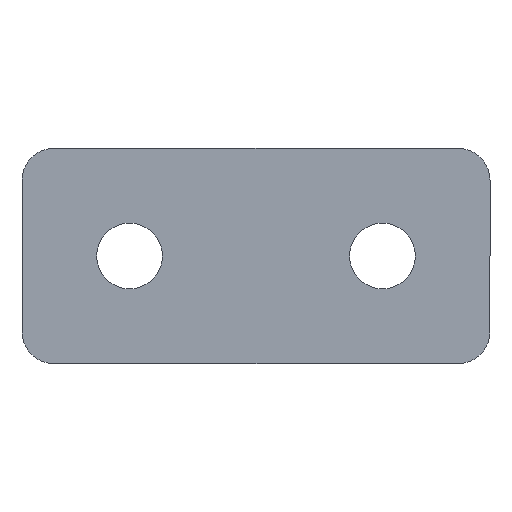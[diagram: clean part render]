
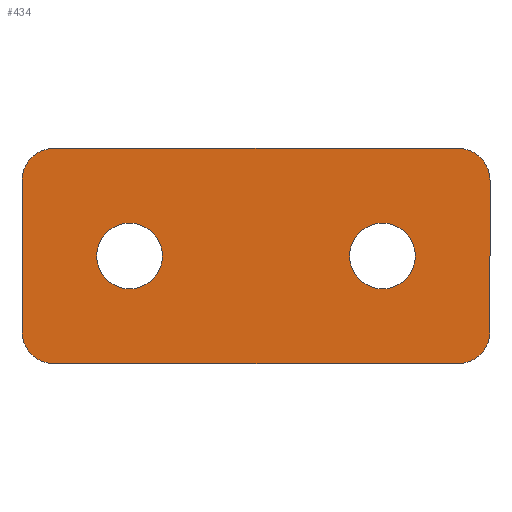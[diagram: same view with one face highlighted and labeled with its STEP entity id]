
A CAD part, front view. The second image highlights one B-rep face of the part: STEP entity #434.
In plain terms, the highlighted planar face has unit normal (0, -1, 0).
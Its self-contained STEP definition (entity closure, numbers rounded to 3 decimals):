
#1 = DIRECTION ( 'NONE',  ( 0., 1., 0. ) ) ;
#10 = CARTESIAN_POINT ( 'NONE',  ( 0., 0., 0. ) ) ;
#19 = CARTESIAN_POINT ( 'NONE',  ( 28.5, 0., 8.5 ) ) ;
#29 = VECTOR ( 'NONE', #44, 1000. ) ;
#31 = CARTESIAN_POINT ( 'NONE',  ( 26., 0., 6. ) ) ;
#36 = ORIENTED_EDGE ( 'NONE', *, *, #204, .T. ) ;
#44 = DIRECTION ( 'NONE',  ( -1., 0., 0. ) ) ;
#50 = ORIENTED_EDGE ( 'NONE', *, *, #263, .F. ) ;
#55 = VERTEX_POINT ( 'NONE', #98 ) ;
#58 = CARTESIAN_POINT ( 'NONE',  ( 26., 0., 8.5 ) ) ;
#63 = VECTOR ( 'NONE', #125, 1000. ) ;
#64 = CARTESIAN_POINT ( 'NONE',  ( -8.5, 0., -8.5 ) ) ;
#67 = DIRECTION ( 'NONE',  ( 0., 0., 1. ) ) ;
#72 = EDGE_CURVE ( 'NONE', #109, #335, #279, .T. ) ;
#75 = AXIS2_PLACEMENT_3D ( 'NONE', #340, #372, #193 ) ;
#78 = DIRECTION ( 'NONE',  ( 0., 0., -1. ) ) ;
#81 = EDGE_CURVE ( 'NONE', #113, #408, #351, .T. ) ;
#85 = CARTESIAN_POINT ( 'NONE',  ( 0., 0., 0. ) ) ;
#87 = AXIS2_PLACEMENT_3D ( 'NONE', #320, #214, #250 ) ;
#88 = ORIENTED_EDGE ( 'NONE', *, *, #363, .T. ) ;
#98 = CARTESIAN_POINT ( 'NONE',  ( -8.5, 0., -6. ) ) ;
#101 = CARTESIAN_POINT ( 'NONE',  ( 20., 0., 0. ) ) ;
#104 = LINE ( 'NONE', #64, #153 ) ;
#105 = CARTESIAN_POINT ( 'NONE',  ( -8.5, 0., 6. ) ) ;
#109 = VERTEX_POINT ( 'NONE', #248 ) ;
#111 = DIRECTION ( 'NONE',  ( 0., -1., 0. ) ) ;
#113 = VERTEX_POINT ( 'NONE', #149 ) ;
#119 = DIRECTION ( 'NONE',  ( 0., 1., 0. ) ) ;
#120 = LINE ( 'NONE', #186, #29 ) ;
#125 = DIRECTION ( 'NONE',  ( 0., 0., -1. ) ) ;
#126 = CIRCLE ( 'NONE', #231, 2.6 ) ;
#129 = EDGE_LOOP ( 'NONE', ( #199, #88, #357, #403, #196, #36, #50, #411 ) ) ;
#138 = DIRECTION ( 'NONE',  ( 0., 0., 1. ) ) ;
#145 = CIRCLE ( 'NONE', #212, 2.5 ) ;
#147 = CARTESIAN_POINT ( 'NONE',  ( 0., 0., 2.6 ) ) ;
#148 = EDGE_CURVE ( 'NONE', #442, #408, #145, .T. ) ;
#149 = CARTESIAN_POINT ( 'NONE',  ( 28.5, 0., 6. ) ) ;
#153 = VECTOR ( 'NONE', #138, 1000. ) ;
#171 = EDGE_CURVE ( 'NONE', #404, #195, #126, .T. ) ;
#176 = EDGE_CURVE ( 'NONE', #109, #223, #284, .T. ) ;
#183 = VERTEX_POINT ( 'NONE', #286 ) ;
#186 = CARTESIAN_POINT ( 'NONE',  ( 28.5, 0., -8.5 ) ) ;
#191 = AXIS2_PLACEMENT_3D ( 'NONE', #251, #111, #397 ) ;
#192 = VERTEX_POINT ( 'NONE', #436 ) ;
#193 = DIRECTION ( 'NONE',  ( 0., 0., -1. ) ) ;
#194 = EDGE_CURVE ( 'NONE', #55, #223, #104, .T. ) ;
#195 = VERTEX_POINT ( 'NONE', #472 ) ;
#196 = ORIENTED_EDGE ( 'NONE', *, *, #194, .F. ) ;
#197 = FACE_OUTER_BOUND ( 'NONE', #129, .T. ) ;
#199 = ORIENTED_EDGE ( 'NONE', *, *, #81, .F. ) ;
#204 = EDGE_CURVE ( 'NONE', #55, #183, #271, .T. ) ;
#212 = AXIS2_PLACEMENT_3D ( 'NONE', #283, #406, #292 ) ;
#214 = DIRECTION ( 'NONE',  ( 0., -1., 0. ) ) ;
#216 = AXIS2_PLACEMENT_3D ( 'NONE', #31, #405, #78 ) ;
#223 = VERTEX_POINT ( 'NONE', #105 ) ;
#224 = CARTESIAN_POINT ( 'NONE',  ( 20., 0., 0. ) ) ;
#231 = AXIS2_PLACEMENT_3D ( 'NONE', #101, #435, #67 ) ;
#240 = ORIENTED_EDGE ( 'NONE', *, *, #171, .T. ) ;
#245 = CIRCLE ( 'NONE', #296, 2.6 ) ;
#247 = CARTESIAN_POINT ( 'NONE',  ( 8.5, 0., 8.5 ) ) ;
#248 = CARTESIAN_POINT ( 'NONE',  ( -6., 0., 8.5 ) ) ;
#250 = DIRECTION ( 'NONE',  ( 0., 0., -1. ) ) ;
#251 = CARTESIAN_POINT ( 'NONE',  ( -6., 0., -6. ) ) ;
#258 = FACE_BOUND ( 'NONE', #362, .T. ) ;
#263 = EDGE_CURVE ( 'NONE', #442, #183, #120, .T. ) ;
#271 = CIRCLE ( 'NONE', #191, 2.5 ) ;
#274 = FACE_BOUND ( 'NONE', #304, .T. ) ;
#279 = LINE ( 'NONE', #247, #474 ) ;
#283 = CARTESIAN_POINT ( 'NONE',  ( 26., 0., -6. ) ) ;
#284 = CIRCLE ( 'NONE', #87, 2.5 ) ;
#286 = CARTESIAN_POINT ( 'NONE',  ( -6., 0., -8.5 ) ) ;
#291 = DIRECTION ( 'NONE',  ( 0., 0., 1. ) ) ;
#292 = DIRECTION ( 'NONE',  ( 0., 0., -1. ) ) ;
#293 = CIRCLE ( 'NONE', #479, 2.6 ) ;
#296 = AXIS2_PLACEMENT_3D ( 'NONE', #85, #119, #291 ) ;
#297 = ORIENTED_EDGE ( 'NONE', *, *, #334, .T. ) ;
#300 = DIRECTION ( 'NONE',  ( 0., 0., 1. ) ) ;
#303 = CARTESIAN_POINT ( 'NONE',  ( 26., 0., -8.5 ) ) ;
#304 = EDGE_LOOP ( 'NONE', ( #297, #326 ) ) ;
#313 = ORIENTED_EDGE ( 'NONE', *, *, #471, .T. ) ;
#320 = CARTESIAN_POINT ( 'NONE',  ( -6., 0., 6. ) ) ;
#325 = PLANE ( 'NONE',  #75 ) ;
#326 = ORIENTED_EDGE ( 'NONE', *, *, #353, .T. ) ;
#332 = CARTESIAN_POINT ( 'NONE',  ( 28.5, 0., -6. ) ) ;
#334 = EDGE_CURVE ( 'NONE', #465, #192, #445, .T. ) ;
#335 = VERTEX_POINT ( 'NONE', #58 ) ;
#340 = CARTESIAN_POINT ( 'NONE',  ( 0., 0., 0. ) ) ;
#351 = LINE ( 'NONE', #19, #63 ) ;
#353 = EDGE_CURVE ( 'NONE', #192, #465, #245, .T. ) ;
#356 = CIRCLE ( 'NONE', #216, 2.5 ) ;
#357 = ORIENTED_EDGE ( 'NONE', *, *, #72, .F. ) ;
#362 = EDGE_LOOP ( 'NONE', ( #240, #313 ) ) ;
#363 = EDGE_CURVE ( 'NONE', #113, #335, #356, .T. ) ;
#364 = DIRECTION ( 'NONE',  ( 0., 0., 1. ) ) ;
#372 = DIRECTION ( 'NONE',  ( 0., -1., 0. ) ) ;
#394 = DIRECTION ( 'NONE',  ( 1., 0., 0. ) ) ;
#397 = DIRECTION ( 'NONE',  ( 0., 0., -1. ) ) ;
#403 = ORIENTED_EDGE ( 'NONE', *, *, #176, .T. ) ;
#404 = VERTEX_POINT ( 'NONE', #421 ) ;
#405 = DIRECTION ( 'NONE',  ( 0., -1., 0. ) ) ;
#406 = DIRECTION ( 'NONE',  ( 0., -1., 0. ) ) ;
#408 = VERTEX_POINT ( 'NONE', #332 ) ;
#411 = ORIENTED_EDGE ( 'NONE', *, *, #148, .T. ) ;
#421 = CARTESIAN_POINT ( 'NONE',  ( 20., 0., 2.6 ) ) ;
#427 = AXIS2_PLACEMENT_3D ( 'NONE', #10, #460, #300 ) ;
#434 = ADVANCED_FACE ( 'NONE', ( #258, #274, #197 ), #325, .T. ) ;
#435 = DIRECTION ( 'NONE',  ( 0., 1., 0. ) ) ;
#436 = CARTESIAN_POINT ( 'NONE',  ( 0., 0., -2.6 ) ) ;
#442 = VERTEX_POINT ( 'NONE', #303 ) ;
#445 = CIRCLE ( 'NONE', #427, 2.6 ) ;
#460 = DIRECTION ( 'NONE',  ( 0., 1., 0. ) ) ;
#465 = VERTEX_POINT ( 'NONE', #147 ) ;
#471 = EDGE_CURVE ( 'NONE', #195, #404, #293, .T. ) ;
#472 = CARTESIAN_POINT ( 'NONE',  ( 20., 0., -2.6 ) ) ;
#474 = VECTOR ( 'NONE', #394, 1000. ) ;
#479 = AXIS2_PLACEMENT_3D ( 'NONE', #224, #1, #364 ) ;
